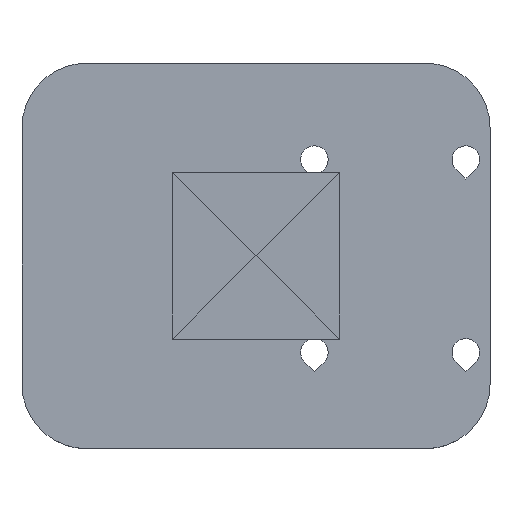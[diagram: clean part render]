
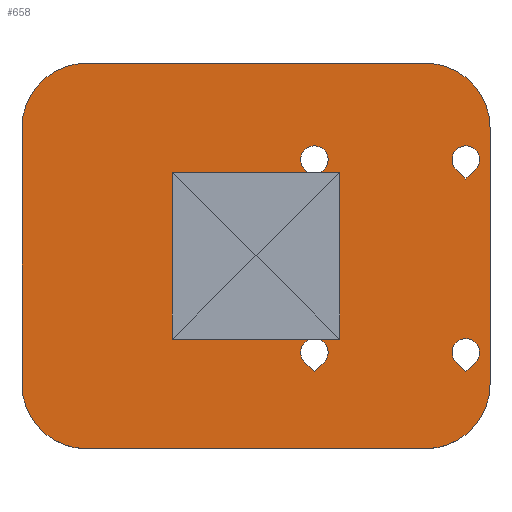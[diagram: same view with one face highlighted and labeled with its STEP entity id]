
A CAD part, top view. The second image highlights one B-rep face of the part: STEP entity #658.
In plain terms, the highlighted planar face has unit normal (0, 0, 1).
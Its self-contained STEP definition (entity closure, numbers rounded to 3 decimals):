
#15=FACE_BOUND('',#98,.T.);
#16=FACE_BOUND('',#99,.T.);
#17=FACE_BOUND('',#100,.T.);
#18=FACE_BOUND('',#101,.T.);
#19=FACE_BOUND('',#102,.T.);
#25=CIRCLE('',#701,1.5);
#27=CIRCLE('',#706,1.5);
#29=CIRCLE('',#710,1.5);
#31=CIRCLE('',#716,1.5);
#32=CIRCLE('',#718,7.);
#33=CIRCLE('',#719,7.);
#34=CIRCLE('',#720,7.);
#35=CIRCLE('',#721,7.);
#60=FACE_OUTER_BOUND('',#97,.T.);
#97=EDGE_LOOP('',(#481,#482,#483,#484,#485,#486,#487,#488));
#98=EDGE_LOOP('',(#489,#490,#491));
#99=EDGE_LOOP('',(#492,#493,#494));
#100=EDGE_LOOP('',(#495,#496,#497));
#101=EDGE_LOOP('',(#498,#499,#500));
#102=EDGE_LOOP('',(#501,#502,#503,#504));
#133=LINE('',#942,#209);
#137=LINE('',#949,#213);
#140=LINE('',#960,#216);
#144=LINE('',#967,#220);
#147=LINE('',#978,#223);
#151=LINE('',#988,#227);
#154=LINE('',#996,#230);
#158=LINE('',#1003,#234);
#159=LINE('',#1012,#235);
#160=LINE('',#1016,#236);
#161=LINE('',#1020,#237);
#162=LINE('',#1023,#238);
#163=LINE('',#1026,#239);
#164=LINE('',#1028,#240);
#165=LINE('',#1030,#241);
#166=LINE('',#1031,#242);
#209=VECTOR('',#756,10.);
#213=VECTOR('',#762,10.);
#216=VECTOR('',#773,10.);
#220=VECTOR('',#779,10.);
#223=VECTOR('',#790,10.);
#227=VECTOR('',#802,10.);
#230=VECTOR('',#807,10.);
#234=VECTOR('',#813,10.);
#235=VECTOR('',#824,37.);
#236=VECTOR('',#827,28.);
#237=VECTOR('',#830,37.);
#238=VECTOR('',#833,28.);
#239=VECTOR('',#834,15.8);
#240=VECTOR('',#835,15.9);
#241=VECTOR('',#836,15.8);
#242=VECTOR('',#837,15.9);
#285=VERTEX_POINT('',#939);
#286=VERTEX_POINT('',#941);
#288=VERTEX_POINT('',#947);
#291=VERTEX_POINT('',#957);
#292=VERTEX_POINT('',#959);
#294=VERTEX_POINT('',#965);
#297=VERTEX_POINT('',#975);
#298=VERTEX_POINT('',#977);
#300=VERTEX_POINT('',#983);
#303=VERTEX_POINT('',#993);
#304=VERTEX_POINT('',#995);
#306=VERTEX_POINT('',#1001);
#307=VERTEX_POINT('',#1008);
#308=VERTEX_POINT('',#1009);
#309=VERTEX_POINT('',#1011);
#310=VERTEX_POINT('',#1013);
#311=VERTEX_POINT('',#1015);
#312=VERTEX_POINT('',#1017);
#313=VERTEX_POINT('',#1019);
#314=VERTEX_POINT('',#1021);
#315=VERTEX_POINT('',#1024);
#316=VERTEX_POINT('',#1025);
#317=VERTEX_POINT('',#1027);
#318=VERTEX_POINT('',#1029);
#343=EDGE_CURVE('',#286,#285,#133,.T.);
#347=EDGE_CURVE('',#285,#288,#137,.T.);
#349=EDGE_CURVE('',#288,#286,#25,.T.);
#352=EDGE_CURVE('',#292,#291,#140,.T.);
#356=EDGE_CURVE('',#291,#294,#144,.T.);
#358=EDGE_CURVE('',#294,#292,#27,.T.);
#361=EDGE_CURVE('',#298,#297,#147,.T.);
#365=EDGE_CURVE('',#297,#300,#29,.T.);
#367=EDGE_CURVE('',#300,#298,#151,.T.);
#370=EDGE_CURVE('',#304,#303,#154,.T.);
#374=EDGE_CURVE('',#303,#306,#158,.T.);
#376=EDGE_CURVE('',#306,#304,#31,.T.);
#377=EDGE_CURVE('',#307,#308,#32,.T.);
#378=EDGE_CURVE('',#307,#309,#159,.T.);
#379=EDGE_CURVE('',#309,#310,#33,.T.);
#380=EDGE_CURVE('',#310,#311,#160,.T.);
#381=EDGE_CURVE('',#312,#311,#34,.T.);
#382=EDGE_CURVE('',#313,#312,#161,.T.);
#383=EDGE_CURVE('',#313,#314,#35,.T.);
#384=EDGE_CURVE('',#308,#314,#162,.T.);
#385=EDGE_CURVE('',#315,#316,#163,.T.);
#386=EDGE_CURVE('',#317,#315,#164,.T.);
#387=EDGE_CURVE('',#317,#318,#165,.T.);
#388=EDGE_CURVE('',#318,#316,#166,.T.);
#481=ORIENTED_EDGE('',*,*,#377,.F.);
#482=ORIENTED_EDGE('',*,*,#378,.T.);
#483=ORIENTED_EDGE('',*,*,#379,.T.);
#484=ORIENTED_EDGE('',*,*,#380,.T.);
#485=ORIENTED_EDGE('',*,*,#381,.F.);
#486=ORIENTED_EDGE('',*,*,#382,.F.);
#487=ORIENTED_EDGE('',*,*,#383,.T.);
#488=ORIENTED_EDGE('',*,*,#384,.F.);
#489=ORIENTED_EDGE('',*,*,#343,.T.);
#490=ORIENTED_EDGE('',*,*,#347,.T.);
#491=ORIENTED_EDGE('',*,*,#349,.T.);
#492=ORIENTED_EDGE('',*,*,#352,.T.);
#493=ORIENTED_EDGE('',*,*,#356,.T.);
#494=ORIENTED_EDGE('',*,*,#358,.T.);
#495=ORIENTED_EDGE('',*,*,#361,.T.);
#496=ORIENTED_EDGE('',*,*,#365,.T.);
#497=ORIENTED_EDGE('',*,*,#367,.T.);
#498=ORIENTED_EDGE('',*,*,#370,.T.);
#499=ORIENTED_EDGE('',*,*,#374,.T.);
#500=ORIENTED_EDGE('',*,*,#376,.T.);
#501=ORIENTED_EDGE('',*,*,#385,.F.);
#502=ORIENTED_EDGE('',*,*,#386,.F.);
#503=ORIENTED_EDGE('',*,*,#387,.T.);
#504=ORIENTED_EDGE('',*,*,#388,.T.);
#625=PLANE('',#717);
#658=ADVANCED_FACE('',(#60,#15,#16,#17,#18,#19),#625,.T.);
#701=AXIS2_PLACEMENT_3D('',#952,#767,#768);
#706=AXIS2_PLACEMENT_3D('',#970,#784,#785);
#710=AXIS2_PLACEMENT_3D('',#985,#797,#798);
#716=AXIS2_PLACEMENT_3D('',#1006,#818,#819);
#717=AXIS2_PLACEMENT_3D('',#1007,#820,#821);
#718=AXIS2_PLACEMENT_3D('',#1010,#822,#823);
#719=AXIS2_PLACEMENT_3D('',#1014,#825,#826);
#720=AXIS2_PLACEMENT_3D('',#1018,#828,#829);
#721=AXIS2_PLACEMENT_3D('',#1022,#831,#832);
#756=DIRECTION('',(-0.707,-0.707,0.));
#762=DIRECTION('',(-0.707,0.707,0.));
#767=DIRECTION('center_axis',(0.,0.,-1.));
#768=DIRECTION('ref_axis',(1.,0.,0.));
#773=DIRECTION('',(-0.707,-0.707,0.));
#779=DIRECTION('',(-0.707,0.707,0.));
#784=DIRECTION('center_axis',(0.,0.,-1.));
#785=DIRECTION('ref_axis',(1.,0.,0.));
#790=DIRECTION('',(-0.707,0.707,0.));
#797=DIRECTION('center_axis',(0.,0.,-1.));
#798=DIRECTION('ref_axis',(1.,0.,0.));
#802=DIRECTION('',(-0.707,-0.707,0.));
#807=DIRECTION('',(-0.707,-0.707,0.));
#813=DIRECTION('',(-0.707,0.707,0.));
#818=DIRECTION('center_axis',(0.,0.,-1.));
#819=DIRECTION('ref_axis',(1.,0.,0.));
#820=DIRECTION('center_axis',(0.,0.,1.));
#821=DIRECTION('ref_axis',(1.,0.,0.));
#822=DIRECTION('center_axis',(0.,0.,-1.));
#823=DIRECTION('ref_axis',(-1.,0.,0.));
#824=DIRECTION('',(-1.,0.,0.));
#825=DIRECTION('center_axis',(0.,0.,1.));
#826=DIRECTION('ref_axis',(1.,0.,0.));
#827=DIRECTION('',(0.,-1.,0.));
#828=DIRECTION('center_axis',(0.,0.,-1.));
#829=DIRECTION('ref_axis',(1.,0.,0.));
#830=DIRECTION('',(-1.,0.,0.));
#831=DIRECTION('center_axis',(0.,0.,1.));
#832=DIRECTION('ref_axis',(-1.,0.,0.));
#833=DIRECTION('',(0.,-1.,0.));
#834=DIRECTION('',(0.,-1.,0.));
#835=DIRECTION('',(-1.,0.,0.));
#836=DIRECTION('',(0.,-1.,0.));
#837=DIRECTION('',(-1.,0.,0.));
#939=CARTESIAN_POINT('',(6.367,8.379,4.));
#941=CARTESIAN_POINT('',(7.428,9.439,4.));
#942=CARTESIAN_POINT('',(1.556,3.567,4.));
#947=CARTESIAN_POINT('',(5.306,9.439,4.));
#949=CARTESIAN_POINT('',(-1.785,16.531,4.));
#952=CARTESIAN_POINT('Origin',(6.367,10.5,4.));
#957=CARTESIAN_POINT('',(22.867,-12.621,4.));
#959=CARTESIAN_POINT('',(23.928,-11.561,4.));
#960=CARTESIAN_POINT('',(19.181,-16.308,4.));
#965=CARTESIAN_POINT('',(21.806,-11.561,4.));
#967=CARTESIAN_POINT('',(5.34,4.906,4.));
#970=CARTESIAN_POINT('Origin',(22.867,-10.5,4.));
#975=CARTESIAN_POINT('',(21.806,9.439,4.));
#977=CARTESIAN_POINT('',(22.867,8.379,4.));
#978=CARTESIAN_POINT('',(10.59,20.656,4.));
#983=CARTESIAN_POINT('',(23.928,9.439,4.));
#985=CARTESIAN_POINT('Origin',(22.867,10.5,4.));
#988=CARTESIAN_POINT('',(13.931,-0.558,4.));
#993=CARTESIAN_POINT('',(6.367,-12.621,4.));
#995=CARTESIAN_POINT('',(7.428,-11.561,4.));
#996=CARTESIAN_POINT('',(6.806,-12.183,4.));
#1001=CARTESIAN_POINT('',(5.306,-11.561,4.));
#1003=CARTESIAN_POINT('',(-7.035,0.781,4.));
#1006=CARTESIAN_POINT('Origin',(6.367,-10.5,4.));
#1007=CARTESIAN_POINT('Origin',(-18.5,14.,4.));
#1008=CARTESIAN_POINT('',(18.5,21.,4.));
#1009=CARTESIAN_POINT('',(25.5,14.,4.));
#1010=CARTESIAN_POINT('Origin',(18.5,14.,4.));
#1011=CARTESIAN_POINT('',(-18.5,21.,4.));
#1012=CARTESIAN_POINT('',(18.5,21.,4.));
#1013=CARTESIAN_POINT('',(-25.5,14.,4.));
#1014=CARTESIAN_POINT('Origin',(-18.5,14.,4.));
#1015=CARTESIAN_POINT('',(-25.5,-14.,4.));
#1016=CARTESIAN_POINT('',(-25.5,14.,4.));
#1017=CARTESIAN_POINT('',(-18.5,-21.,4.));
#1018=CARTESIAN_POINT('Origin',(-18.5,-14.,4.));
#1019=CARTESIAN_POINT('',(18.5,-21.,4.));
#1020=CARTESIAN_POINT('',(18.5,-21.,4.));
#1021=CARTESIAN_POINT('',(25.5,-14.,4.));
#1022=CARTESIAN_POINT('Origin',(18.5,-14.,4.));
#1023=CARTESIAN_POINT('',(25.5,14.,4.));
#1024=CARTESIAN_POINT('',(-7.95,7.9,4.));
#1025=CARTESIAN_POINT('',(-7.95,-7.9,4.));
#1026=CARTESIAN_POINT('',(-7.95,7.9,4.));
#1027=CARTESIAN_POINT('',(7.95,7.9,4.));
#1028=CARTESIAN_POINT('',(7.95,7.9,4.));
#1029=CARTESIAN_POINT('',(7.95,-7.9,4.));
#1030=CARTESIAN_POINT('',(7.95,7.9,4.));
#1031=CARTESIAN_POINT('',(7.95,-7.9,4.));
